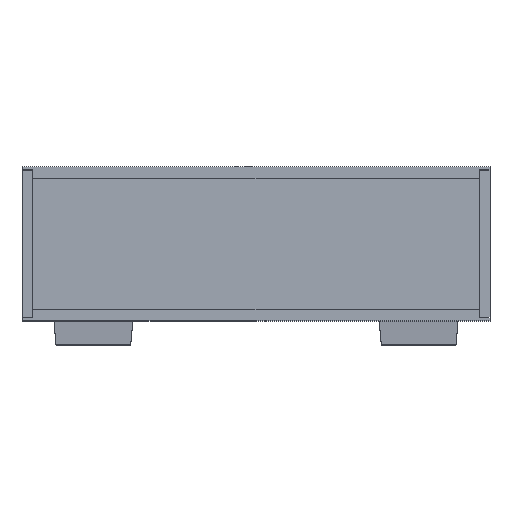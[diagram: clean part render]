
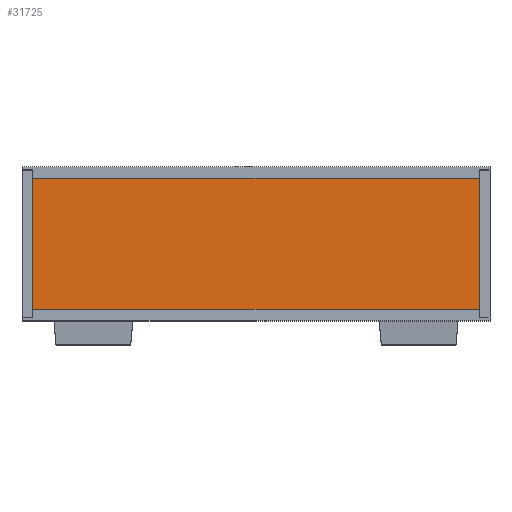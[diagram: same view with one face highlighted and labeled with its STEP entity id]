
A CAD part, top view. The second image highlights one B-rep face of the part: STEP entity #31725.
In plain terms, the highlighted planar face has unit normal (0, 0, 1).
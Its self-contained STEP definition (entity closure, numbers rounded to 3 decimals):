
#791 = VERTEX_POINT ( 'NONE', #22923 ) ;
#1198 = CARTESIAN_POINT ( 'NONE',  ( 98., 53.7, 106.5 ) ) ;
#1746 = ORIENTED_EDGE ( 'NONE', *, *, #10904, .T. ) ;
#2202 = EDGE_CURVE ( 'NONE', #791, #5718, #27444, .T. ) ;
#4132 = VECTOR ( 'NONE', #23511, 1000. ) ;
#5718 = VERTEX_POINT ( 'NONE', #23893 ) ;
#7334 = EDGE_CURVE ( 'NONE', #5718, #27307, #24224, .T. ) ;
#9215 = ORIENTED_EDGE ( 'NONE', *, *, #9954, .T. ) ;
#9954 = EDGE_CURVE ( 'NONE', #38216, #791, #27768, .T. ) ;
#10283 = FACE_OUTER_BOUND ( 'NONE', #36220, .T. ) ;
#10433 = ORIENTED_EDGE ( 'NONE', *, *, #7334, .T. ) ;
#10904 = EDGE_CURVE ( 'NONE', #27307, #38216, #32518, .T. ) ;
#11327 = DIRECTION ( 'NONE',  ( 1., 0., 0. ) ) ;
#11863 = CARTESIAN_POINT ( 'NONE',  ( -98., -9.3, 106.5 ) ) ;
#11869 = CARTESIAN_POINT ( 'NONE',  ( 98., -9.3, 106.5 ) ) ;
#16212 = CARTESIAN_POINT ( 'NONE',  ( -98., 53.7, 106.5 ) ) ;
#17122 = VECTOR ( 'NONE', #11327, 1000. ) ;
#17946 = DIRECTION ( 'NONE',  ( 0., 1., 0. ) ) ;
#19101 = DIRECTION ( 'NONE',  ( -1., 0., 0. ) ) ;
#22451 = CARTESIAN_POINT ( 'NONE',  ( 98., 53.7, 106.5 ) ) ;
#22685 = CARTESIAN_POINT ( 'NONE',  ( -98., 53.7, 106.5 ) ) ;
#22923 = CARTESIAN_POINT ( 'NONE',  ( -98., -9.3, 106.5 ) ) ;
#23511 = DIRECTION ( 'NONE',  ( -1., 0., 0. ) ) ;
#23893 = CARTESIAN_POINT ( 'NONE',  ( 98., -9.3, 106.5 ) ) ;
#24224 = LINE ( 'NONE', #11869, #27087 ) ;
#27087 = VECTOR ( 'NONE', #17946, 1000. ) ;
#27307 = VERTEX_POINT ( 'NONE', #1198 ) ;
#27444 = LINE ( 'NONE', #33942, #17122 ) ;
#27768 = LINE ( 'NONE', #11863, #30167 ) ;
#30167 = VECTOR ( 'NONE', #40571, 1000. ) ;
#30243 = ORIENTED_EDGE ( 'NONE', *, *, #2202, .T. ) ;
#31725 = ADVANCED_FACE ( 'NONE', ( #10283 ), #38576, .F. ) ;
#32518 = LINE ( 'NONE', #22685, #4132 ) ;
#33942 = CARTESIAN_POINT ( 'NONE',  ( -98., -9.3, 106.5 ) ) ;
#35234 = DIRECTION ( 'NONE',  ( 0., 0., -1. ) ) ;
#36220 = EDGE_LOOP ( 'NONE', ( #10433, #1746, #9215, #30243 ) ) ;
#38216 = VERTEX_POINT ( 'NONE', #16212 ) ;
#38576 = PLANE ( 'NONE',  #39308 ) ;
#39308 = AXIS2_PLACEMENT_3D ( 'NONE', #22451, #35234, #19101 ) ;
#40571 = DIRECTION ( 'NONE',  ( 0., -1., 0. ) ) ;
